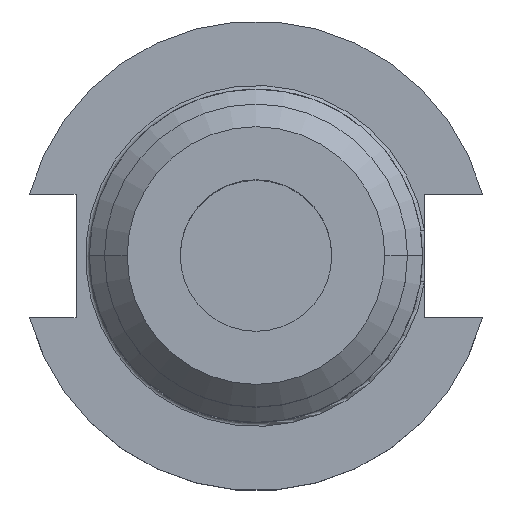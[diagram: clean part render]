
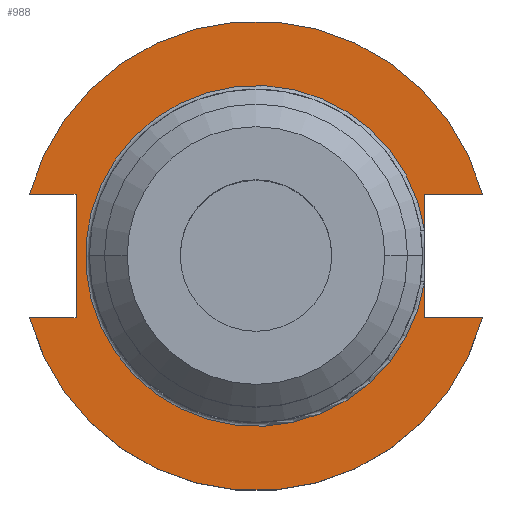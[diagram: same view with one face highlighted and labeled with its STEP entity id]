
A CAD part, top view. The second image highlights one B-rep face of the part: STEP entity #988.
In plain terms, the highlighted planar face has unit normal (0, 0, 1).
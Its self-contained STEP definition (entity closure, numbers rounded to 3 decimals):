
#17 = CARTESIAN_POINT ( 'NONE',  ( -63.719, -12.954, 19.05 ) ) ;
#31 = ORIENTED_EDGE ( 'NONE', *, *, #666, .F. ) ;
#37 = VECTOR ( 'NONE', #686, 1000. ) ;
#59 = CIRCLE ( 'NONE', #665, 49.212 ) ;
#80 = AXIS2_PLACEMENT_3D ( 'NONE', #994, #1239, #1723 ) ;
#178 = DIRECTION ( 'NONE',  ( -1., 0., 0. ) ) ;
#184 = CARTESIAN_POINT ( 'NONE',  ( 35.306, 12.954, 19.05 ) ) ;
#194 = VECTOR ( 'NONE', #903, 1000. ) ;
#238 = VERTEX_POINT ( 'NONE', #713 ) ;
#257 = CARTESIAN_POINT ( 'NONE',  ( -63.719, 12.954, 19.05 ) ) ;
#260 = EDGE_CURVE ( 'NONE', #238, #1222, #1203, .T. ) ;
#262 = AXIS2_PLACEMENT_3D ( 'NONE', #575, #390, #276 ) ;
#276 = DIRECTION ( 'NONE',  ( 1., 0., 0. ) ) ;
#303 = VERTEX_POINT ( 'NONE', #732 ) ;
#310 = EDGE_CURVE ( 'NONE', #1331, #1126, #754, .T. ) ;
#315 = ORIENTED_EDGE ( 'NONE', *, *, #915, .T. ) ;
#317 = EDGE_CURVE ( 'NONE', #1165, #828, #712, .T. ) ;
#341 = EDGE_CURVE ( 'NONE', #1165, #447, #343, .T. ) ;
#343 = CIRCLE ( 'NONE', #1447, 49.212 ) ;
#344 = DIRECTION ( 'NONE',  ( 0., -1., 0. ) ) ;
#352 = CARTESIAN_POINT ( 'NONE',  ( 0., 0., 19.05 ) ) ;
#390 = DIRECTION ( 'NONE',  ( 0., 0., 1. ) ) ;
#402 = FACE_OUTER_BOUND ( 'NONE', #1551, .T. ) ;
#404 = PLANE ( 'NONE',  #262 ) ;
#406 = ORIENTED_EDGE ( 'NONE', *, *, #317, .F. ) ;
#409 = CARTESIAN_POINT ( 'NONE',  ( 47.477, 12.954, 19.05 ) ) ;
#410 = DIRECTION ( 'NONE',  ( 1., 0., 0. ) ) ;
#434 = DIRECTION ( 'NONE',  ( 0., 0., 1. ) ) ;
#443 = LINE ( 'NONE', #1046, #815 ) ;
#447 = VERTEX_POINT ( 'NONE', #1429 ) ;
#490 = CIRCLE ( 'NONE', #80, 35.725 ) ;
#506 = DIRECTION ( 'NONE',  ( 0., 1., 0. ) ) ;
#575 = CARTESIAN_POINT ( 'NONE',  ( 0., 49.212, 19.05 ) ) ;
#576 = ORIENTED_EDGE ( 'NONE', *, *, #260, .F. ) ;
#605 = ORIENTED_EDGE ( 'NONE', *, *, #310, .F. ) ;
#639 = CARTESIAN_POINT ( 'NONE',  ( 35.306, 12.954, 19.05 ) ) ;
#665 = AXIS2_PLACEMENT_3D ( 'NONE', #749, #868, #876 ) ;
#666 = EDGE_CURVE ( 'NONE', #1222, #1060, #1274, .T. ) ;
#686 = DIRECTION ( 'NONE',  ( -1., 0., 0. ) ) ;
#712 = LINE ( 'NONE', #184, #1077 ) ;
#713 = CARTESIAN_POINT ( 'NONE',  ( 35.306, -5.455, 19.05 ) ) ;
#732 = CARTESIAN_POINT ( 'NONE',  ( 35.306, 5.455, 19.05 ) ) ;
#749 = CARTESIAN_POINT ( 'NONE',  ( 0., 0., 19.05 ) ) ;
#754 = LINE ( 'NONE', #17, #1467 ) ;
#764 = DIRECTION ( 'NONE',  ( 1., 0., 0. ) ) ;
#772 = VECTOR ( 'NONE', #1698, 1000. ) ;
#774 = EDGE_CURVE ( 'NONE', #1331, #1060, #59, .T. ) ;
#785 = ORIENTED_EDGE ( 'NONE', *, *, #774, .T. ) ;
#815 = VECTOR ( 'NONE', #506, 1000. ) ;
#828 = VERTEX_POINT ( 'NONE', #1243 ) ;
#842 = CARTESIAN_POINT ( 'NONE',  ( 35.306, -12.954, 19.05 ) ) ;
#852 = VECTOR ( 'NONE', #344, 1000. ) ;
#868 = DIRECTION ( 'NONE',  ( 0., 0., 1. ) ) ;
#876 = DIRECTION ( 'NONE',  ( 1., 0., 0. ) ) ;
#903 = DIRECTION ( 'NONE',  ( 1., 0., 0. ) ) ;
#915 = EDGE_CURVE ( 'NONE', #238, #303, #490, .T. ) ;
#974 = CARTESIAN_POINT ( 'NONE',  ( 35.306, -12.954, 19.05 ) ) ;
#988 = ADVANCED_FACE ( 'NONE', ( #402 ), #404, .T. ) ;
#992 = EDGE_CURVE ( 'NONE', #1027, #447, #1435, .T. ) ;
#994 = CARTESIAN_POINT ( 'NONE',  ( 0., 0., 19.05 ) ) ;
#1027 = VERTEX_POINT ( 'NONE', #1124 ) ;
#1046 = CARTESIAN_POINT ( 'NONE',  ( -37.719, 12.954, 19.05 ) ) ;
#1060 = VERTEX_POINT ( 'NONE', #1196 ) ;
#1077 = VECTOR ( 'NONE', #178, 1000. ) ;
#1124 = CARTESIAN_POINT ( 'NONE',  ( -37.719, 12.954, 19.05 ) ) ;
#1126 = VERTEX_POINT ( 'NONE', #1759 ) ;
#1165 = VERTEX_POINT ( 'NONE', #409 ) ;
#1196 = CARTESIAN_POINT ( 'NONE',  ( 47.477, -12.954, 19.05 ) ) ;
#1203 = LINE ( 'NONE', #639, #852 ) ;
#1222 = VERTEX_POINT ( 'NONE', #842 ) ;
#1239 = DIRECTION ( 'NONE',  ( 0., 0., -1. ) ) ;
#1243 = CARTESIAN_POINT ( 'NONE',  ( 35.306, 12.954, 19.05 ) ) ;
#1254 = ORIENTED_EDGE ( 'NONE', *, *, #1512, .F. ) ;
#1274 = LINE ( 'NONE', #974, #194 ) ;
#1331 = VERTEX_POINT ( 'NONE', #1487 ) ;
#1429 = CARTESIAN_POINT ( 'NONE',  ( -47.477, 12.954, 19.05 ) ) ;
#1435 = LINE ( 'NONE', #257, #37 ) ;
#1447 = AXIS2_PLACEMENT_3D ( 'NONE', #352, #434, #410 ) ;
#1467 = VECTOR ( 'NONE', #764, 1000. ) ;
#1487 = CARTESIAN_POINT ( 'NONE',  ( -47.477, -12.954, 19.05 ) ) ;
#1512 = EDGE_CURVE ( 'NONE', #1126, #1027, #443, .T. ) ;
#1513 = LINE ( 'NONE', #1703, #772 ) ;
#1522 = EDGE_CURVE ( 'NONE', #828, #303, #1513, .T. ) ;
#1544 = ORIENTED_EDGE ( 'NONE', *, *, #341, .T. ) ;
#1551 = EDGE_LOOP ( 'NONE', ( #576, #315, #1684, #406, #1544, #1718, #1254, #605, #785, #31 ) ) ;
#1684 = ORIENTED_EDGE ( 'NONE', *, *, #1522, .F. ) ;
#1698 = DIRECTION ( 'NONE',  ( 0., -1., 0. ) ) ;
#1703 = CARTESIAN_POINT ( 'NONE',  ( 35.306, 12.954, 19.05 ) ) ;
#1718 = ORIENTED_EDGE ( 'NONE', *, *, #992, .F. ) ;
#1723 = DIRECTION ( 'NONE',  ( 1., 0., 0. ) ) ;
#1759 = CARTESIAN_POINT ( 'NONE',  ( -37.719, -12.954, 19.05 ) ) ;
